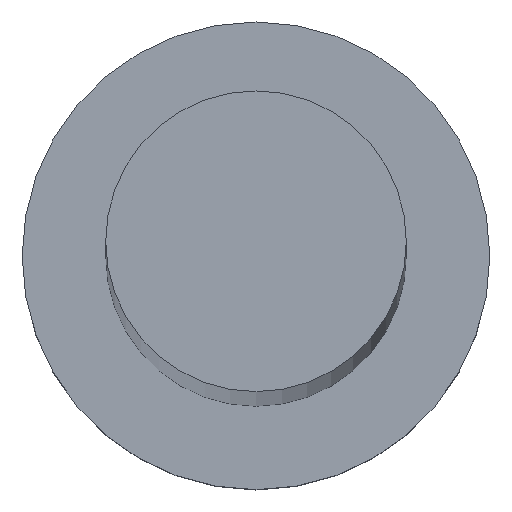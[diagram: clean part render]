
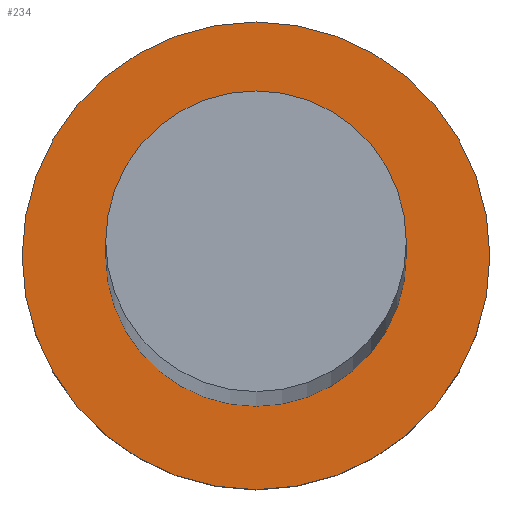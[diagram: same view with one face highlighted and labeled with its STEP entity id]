
A CAD part, top view. The second image highlights one B-rep face of the part: STEP entity #234.
In plain terms, the highlighted planar face has unit normal (0, 0, 1).
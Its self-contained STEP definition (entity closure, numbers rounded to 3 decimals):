
#19 = EDGE_LOOP ( 'NONE', ( #155, #74 ) ) ;
#22 = DIRECTION ( 'NONE',  ( 0., 0., 1. ) ) ;
#23 = DIRECTION ( 'NONE',  ( 1., 0., 0. ) ) ;
#25 = AXIS2_PLACEMENT_3D ( 'NONE', #133, #22, #23 ) ;
#26 = CARTESIAN_POINT ( 'NONE',  ( 0., 0., 5. ) ) ;
#29 = EDGE_CURVE ( 'NONE', #75, #204, #141, .T. ) ;
#34 = EDGE_CURVE ( 'NONE', #228, #198, #138, .T. ) ;
#37 = AXIS2_PLACEMENT_3D ( 'NONE', #26, #104, #242 ) ;
#42 = DIRECTION ( 'NONE',  ( 1., 0., 0. ) ) ;
#61 = EDGE_CURVE ( 'NONE', #198, #228, #81, .T. ) ;
#62 = DIRECTION ( 'NONE',  ( 0., 0., 1. ) ) ;
#63 = ORIENTED_EDGE ( 'NONE', *, *, #61, .T. ) ;
#74 = ORIENTED_EDGE ( 'NONE', *, *, #29, .F. ) ;
#75 = VERTEX_POINT ( 'NONE', #206 ) ;
#81 = CIRCLE ( 'NONE', #124, 7. ) ;
#87 = CIRCLE ( 'NONE', #172, 4.5 ) ;
#104 = DIRECTION ( 'NONE',  ( 0., 0., 1. ) ) ;
#117 = CARTESIAN_POINT ( 'NONE',  ( -4.5, 0., 5. ) ) ;
#124 = AXIS2_PLACEMENT_3D ( 'NONE', #168, #220, #149 ) ;
#131 = EDGE_CURVE ( 'NONE', #204, #75, #87, .T. ) ;
#133 = CARTESIAN_POINT ( 'NONE',  ( 0., 0., 5. ) ) ;
#138 = CIRCLE ( 'NONE', #37, 7. ) ;
#141 = CIRCLE ( 'NONE', #255, 4.5 ) ;
#149 = DIRECTION ( 'NONE',  ( 1., 0., 0. ) ) ;
#155 = ORIENTED_EDGE ( 'NONE', *, *, #131, .F. ) ;
#166 = DIRECTION ( 'NONE',  ( 1., 0., 0. ) ) ;
#168 = CARTESIAN_POINT ( 'NONE',  ( 0., 0., 5. ) ) ;
#172 = AXIS2_PLACEMENT_3D ( 'NONE', #238, #62, #42 ) ;
#177 = FACE_OUTER_BOUND ( 'NONE', #249, .T. ) ;
#182 = DIRECTION ( 'NONE',  ( 0., 0., 1. ) ) ;
#195 = ORIENTED_EDGE ( 'NONE', *, *, #34, .T. ) ;
#198 = VERTEX_POINT ( 'NONE', #236 ) ;
#200 = FACE_BOUND ( 'NONE', #19, .T. ) ;
#203 = PLANE ( 'NONE',  #25 ) ;
#204 = VERTEX_POINT ( 'NONE', #117 ) ;
#206 = CARTESIAN_POINT ( 'NONE',  ( 4.5, 0., 5. ) ) ;
#216 = CARTESIAN_POINT ( 'NONE',  ( 7., 0., 5. ) ) ;
#220 = DIRECTION ( 'NONE',  ( 0., 0., 1. ) ) ;
#222 = CARTESIAN_POINT ( 'NONE',  ( 0., 0., 5. ) ) ;
#228 = VERTEX_POINT ( 'NONE', #216 ) ;
#234 = ADVANCED_FACE ( 'NONE', ( #200, #177 ), #203, .T. ) ;
#236 = CARTESIAN_POINT ( 'NONE',  ( -7., 0., 5. ) ) ;
#238 = CARTESIAN_POINT ( 'NONE',  ( 0., 0., 5. ) ) ;
#242 = DIRECTION ( 'NONE',  ( 1., 0., 0. ) ) ;
#249 = EDGE_LOOP ( 'NONE', ( #63, #195 ) ) ;
#255 = AXIS2_PLACEMENT_3D ( 'NONE', #222, #182, #166 ) ;
